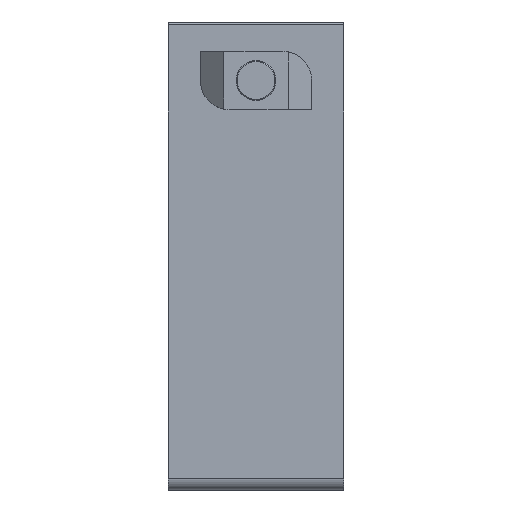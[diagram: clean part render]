
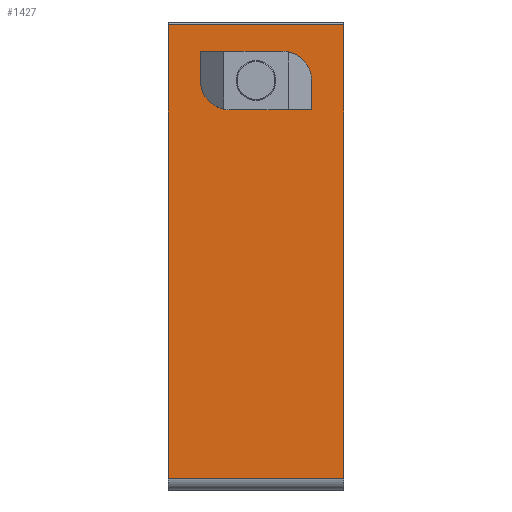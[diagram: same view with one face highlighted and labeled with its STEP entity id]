
A CAD part, front view. The second image highlights one B-rep face of the part: STEP entity #1427.
In plain terms, the highlighted planar face has unit normal (0, -1, 0).
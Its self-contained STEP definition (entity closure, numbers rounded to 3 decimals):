
#54 = CARTESIAN_POINT ( 'NONE',  ( -40.925, -21.773, -80.794 ) ) ;
#89 = EDGE_LOOP ( 'NONE', ( #3445, #548 ) ) ;
#98 = VECTOR ( 'NONE', #1106, 1000. ) ;
#143 = VERTEX_POINT ( 'NONE', #1228 ) ;
#292 = ORIENTED_EDGE ( 'NONE', *, *, #3772, .T. ) ;
#548 = ORIENTED_EDGE ( 'NONE', *, *, #4362, .T. ) ;
#655 = DIRECTION ( 'NONE',  ( 0., 0., 1. ) ) ;
#757 = CARTESIAN_POINT ( 'NONE',  ( -40.925, -21.773, -80.794 ) ) ;
#903 = AXIS2_PLACEMENT_3D ( 'NONE', #54, #4699, #1542 ) ;
#1106 = DIRECTION ( 'NONE',  ( 0., 0., -1. ) ) ;
#1171 = VECTOR ( 'NONE', #4447, 1000. ) ;
#1228 = CARTESIAN_POINT ( 'NONE',  ( -55.925, -21.773, -17.294 ) ) ;
#1234 = EDGE_LOOP ( 'NONE', ( #292, #5007, #2572, #4777 ) ) ;
#1426 = CARTESIAN_POINT ( 'NONE',  ( -55.925, -21.773, -12.794 ) ) ;
#1427 = ADVANCED_FACE ( 'NONE', ( #3482, #3530 ), #5027, .F. ) ;
#1489 = DIRECTION ( 'NONE',  ( -1., 0., 0. ) ) ;
#1503 = AXIS2_PLACEMENT_3D ( 'NONE', #3876, #2366, #1507 ) ;
#1507 = DIRECTION ( 'NONE',  ( 0., 0., 1. ) ) ;
#1542 = DIRECTION ( 'NONE',  ( 0., 0., 1. ) ) ;
#1578 = DIRECTION ( 'NONE',  ( -1., 0., 0. ) ) ;
#1825 = VERTEX_POINT ( 'NONE', #4766 ) ;
#1879 = CARTESIAN_POINT ( 'NONE',  ( -40.925, -21.773, -3.294 ) ) ;
#1889 = CARTESIAN_POINT ( 'NONE',  ( -70.925, -21.773, -3.294 ) ) ;
#1899 = CIRCLE ( 'NONE', #2220, 4.5 ) ;
#1970 = EDGE_CURVE ( 'NONE', #1825, #143, #1899, .T. ) ;
#2220 = AXIS2_PLACEMENT_3D ( 'NONE', #1426, #3668, #655 ) ;
#2366 = DIRECTION ( 'NONE',  ( 0., 1., 0. ) ) ;
#2514 = VERTEX_POINT ( 'NONE', #1889 ) ;
#2571 = CARTESIAN_POINT ( 'NONE',  ( -40.925, -21.773, -3.294 ) ) ;
#2572 = ORIENTED_EDGE ( 'NONE', *, *, #3519, .F. ) ;
#2827 = EDGE_CURVE ( 'NONE', #4218, #2514, #3885, .T. ) ;
#2891 = CARTESIAN_POINT ( 'NONE',  ( -40.925, -21.773, -80.794 ) ) ;
#2960 = CIRCLE ( 'NONE', #1503, 4.5 ) ;
#3046 = LINE ( 'NONE', #4602, #98 ) ;
#3366 = VECTOR ( 'NONE', #1578, 1000. ) ;
#3445 = ORIENTED_EDGE ( 'NONE', *, *, #1970, .T. ) ;
#3482 = FACE_BOUND ( 'NONE', #89, .T. ) ;
#3519 = EDGE_CURVE ( 'NONE', #4218, #4081, #4824, .T. ) ;
#3530 = FACE_OUTER_BOUND ( 'NONE', #1234, .T. ) ;
#3668 = DIRECTION ( 'NONE',  ( 0., 1., 0. ) ) ;
#3772 = EDGE_CURVE ( 'NONE', #2514, #4652, #3046, .T. ) ;
#3876 = CARTESIAN_POINT ( 'NONE',  ( -55.925, -21.773, -12.794 ) ) ;
#3885 = LINE ( 'NONE', #1879, #4989 ) ;
#4022 = CARTESIAN_POINT ( 'NONE',  ( -40.925, -21.773, -80.794 ) ) ;
#4081 = VERTEX_POINT ( 'NONE', #4022 ) ;
#4218 = VERTEX_POINT ( 'NONE', #2571 ) ;
#4362 = EDGE_CURVE ( 'NONE', #143, #1825, #2960, .T. ) ;
#4385 = EDGE_CURVE ( 'NONE', #4081, #4652, #5015, .T. ) ;
#4447 = DIRECTION ( 'NONE',  ( 0., 0., -1. ) ) ;
#4549 = CARTESIAN_POINT ( 'NONE',  ( -70.925, -21.773, -80.794 ) ) ;
#4602 = CARTESIAN_POINT ( 'NONE',  ( -70.925, -21.773, -80.794 ) ) ;
#4652 = VERTEX_POINT ( 'NONE', #4549 ) ;
#4699 = DIRECTION ( 'NONE',  ( 0., 1., 0. ) ) ;
#4766 = CARTESIAN_POINT ( 'NONE',  ( -55.925, -21.773, -8.294 ) ) ;
#4777 = ORIENTED_EDGE ( 'NONE', *, *, #2827, .T. ) ;
#4824 = LINE ( 'NONE', #2891, #1171 ) ;
#4989 = VECTOR ( 'NONE', #1489, 1000. ) ;
#5007 = ORIENTED_EDGE ( 'NONE', *, *, #4385, .F. ) ;
#5015 = LINE ( 'NONE', #757, #3366 ) ;
#5027 = PLANE ( 'NONE',  #903 ) ;
